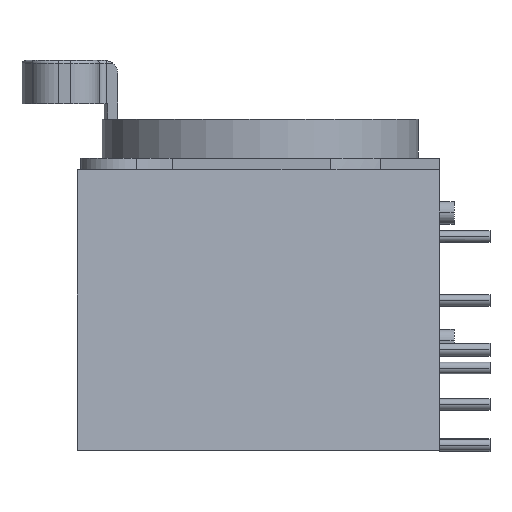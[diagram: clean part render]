
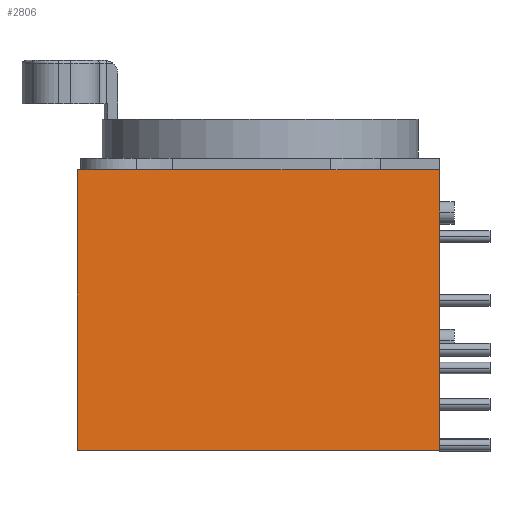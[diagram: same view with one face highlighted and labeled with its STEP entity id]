
A CAD part, left-side view. The second image highlights one B-rep face of the part: STEP entity #2806.
In plain terms, the highlighted planar face has unit normal (-0.99, -0.142, 0).
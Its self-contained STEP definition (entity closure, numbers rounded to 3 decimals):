
#235=DIRECTION('',(-0.142,0.99,0.));
#236=VECTOR('',#235,25.509);
#237=CARTESIAN_POINT('',(-9.631,-12.5,-20.35));
#238=LINE('',#237,#236);
#713=DIRECTION('',(0.,0.,1.));
#714=VECTOR('',#713,0.772);
#715=CARTESIAN_POINT('',(-9.631,-12.5,-5.856));
#716=LINE('',#715,#714);
#717=DIRECTION('',(0.,0.,-1.));
#718=VECTOR('',#717,14.494);
#719=CARTESIAN_POINT('',(-9.631,-12.5,-5.856));
#720=LINE('',#719,#718);
#721=DIRECTION('',(0.,0.,-1.));
#722=VECTOR('',#721,4.284);
#723=CARTESIAN_POINT('',(-9.631,-12.5,-0.8));
#724=LINE('',#723,#722);
#725=DIRECTION('',(0.,0.,-1.));
#726=VECTOR('',#725,19.55);
#727=CARTESIAN_POINT('',(-13.256,12.75,-0.8));
#728=LINE('',#727,#726);
#781=DIRECTION('',(-0.142,0.99,0.));
#782=VECTOR('',#781,12.355);
#783=CARTESIAN_POINT('',(-11.5,0.52,-0.8));
#784=LINE('',#783,#782);
#815=DIRECTION('',(-0.142,0.99,0.));
#816=VECTOR('',#815,5.68);
#817=CARTESIAN_POINT('',(-9.631,-12.5,-0.8));
#818=LINE('',#817,#816);
#1587=DIRECTION('',(-0.142,0.99,0.));
#1588=VECTOR('',#1587,7.474);
#1589=CARTESIAN_POINT('',(-10.438,-6.878,-0.8));
#1590=LINE('',#1589,#1588);
#1978=CARTESIAN_POINT('',(-9.631,-12.5,-5.084));
#1980=VERTEX_POINT('',#1978);
#1982=CARTESIAN_POINT('',(-9.631,-12.5,-5.856));
#1983=VERTEX_POINT('',#1982);
#2006=CARTESIAN_POINT('',(-9.631,-12.5,-20.35));
#2007=CARTESIAN_POINT('',(-13.256,12.75,-20.35));
#2008=VERTEX_POINT('',#2006);
#2009=VERTEX_POINT('',#2007);
#2021=CARTESIAN_POINT('',(-9.631,-12.5,-0.8));
#2023=VERTEX_POINT('',#2021);
#2024=CARTESIAN_POINT('',(-10.438,-6.878,-0.8));
#2025=VERTEX_POINT('',#2024);
#2026=CARTESIAN_POINT('',(-11.5,0.52,-0.8));
#2027=CARTESIAN_POINT('',(-13.256,12.75,-0.8));
#2028=VERTEX_POINT('',#2026);
#2029=VERTEX_POINT('',#2027);
#2787=CARTESIAN_POINT('',(-9.631,-12.5,-0.8));
#2788=DIRECTION('',(0.99,0.142,0.));
#2789=DIRECTION('',(-0.142,0.99,0.));
#2790=AXIS2_PLACEMENT_3D('',#2787,#2788,#2789);
#2791=PLANE('',#2790);
#2792=ORIENTED_EDGE('',*,*,#2069,.F.);
#2793=ORIENTED_EDGE('',*,*,#2154,.T.);
#2794=ORIENTED_EDGE('',*,*,#2049,.T.);
#2796=ORIENTED_EDGE('',*,*,#2795,.F.);
#2798=ORIENTED_EDGE('',*,*,#2797,.F.);
#2800=ORIENTED_EDGE('',*,*,#2799,.F.);
#2802=ORIENTED_EDGE('',*,*,#2801,.F.);
#2803=ORIENTED_EDGE('',*,*,#2119,.T.);
#2804=EDGE_LOOP('',(#2792,#2793,#2794,#2796,#2798,#2800,#2802,#2803));
#2805=FACE_OUTER_BOUND('',#2804,.F.);
#2049=EDGE_CURVE('',#2008,#2009,#238,.T.);
#2069=EDGE_CURVE('',#1983,#1980,#716,.T.);
#2119=EDGE_CURVE('',#2023,#1980,#724,.T.);
#2154=EDGE_CURVE('',#1983,#2008,#720,.T.);
#2795=EDGE_CURVE('',#2029,#2009,#728,.T.);
#2797=EDGE_CURVE('',#2028,#2029,#784,.T.);
#2799=EDGE_CURVE('',#2025,#2028,#1590,.T.);
#2801=EDGE_CURVE('',#2023,#2025,#818,.T.);
#2806=ADVANCED_FACE('',(#2805),#2791,.F.);
